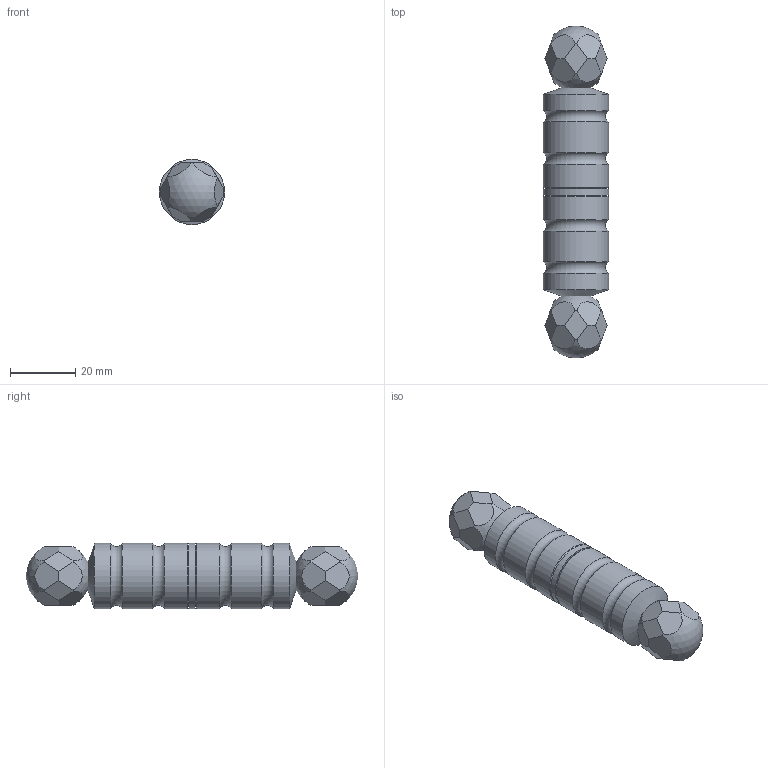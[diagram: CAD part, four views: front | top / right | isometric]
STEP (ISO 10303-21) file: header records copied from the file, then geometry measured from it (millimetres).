
FILE_DESCRIPTION (( 'STEP AP203' ), '1' );
FILE_NAME ('3810.step', '2024-08-16T11:16:39', ( '' ), ( '' ), 'SwSTEP 2.0', 'SolidWorks 2018', '' );
FILE_SCHEMA (( 'CONFIG_CONTROL_DESIGN' ));
Length unit declared in the file: millimetre
Products named in the file (4): 3810 - 3811 - 3812 Teil1-3_3810 Teil3; 3810; 3810 - 3811 - 3812 Teil1-3_3810 Teil2; 3810 - 3811 - 3812 Teil1-3_3810 Teil1
Assembly tree (3 placements, depth 2):
  3810
    3810 - 3811 - 3812 Teil1-3_3810 Teil1
    3810 - 3811 - 3812 Teil1-3_3810 Teil3
    3810 - 3811 - 3812 Teil1-3_3810 Teil2
Bounding box: 20 x 102 x 20 mm (x, y, z)
Volume: 25483.1 mm3; surface area: 9684.2 mm2
Topology: 3 solids, 3 shells, 278 faces, 736 edges, 487 vertices
Faces by surface type: plane 127, bspline 108, cylinder 29, cone 6, sphere 4, torus 4
Full cylindrical faces by diameter (mm): 11.5 x1, 12 x1, 12.5 x1, 20 x7
Entity records: 12866 total; most frequent: CARTESIAN_POINT 6260, ORIENTED_EDGE 1426, DIRECTION 997, EDGE_CURVE 713, VERTEX_POINT 484, VECTOR 341, LINE 341, AXIS2_PLACEMENT_3D 328
